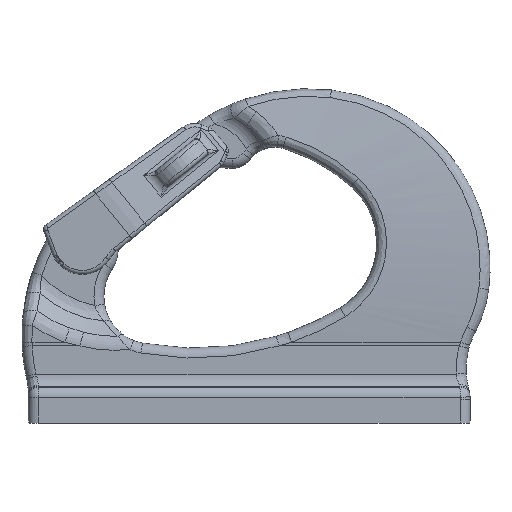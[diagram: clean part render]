
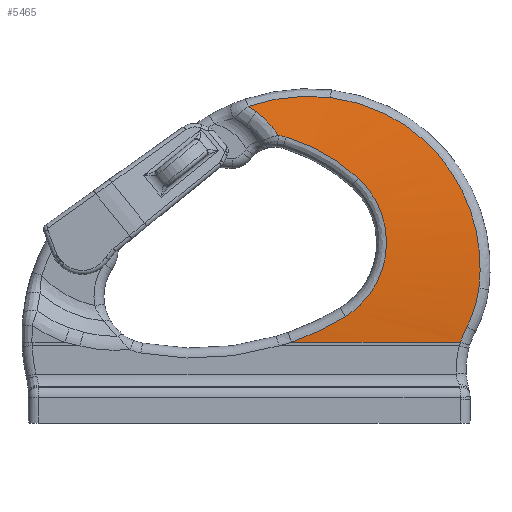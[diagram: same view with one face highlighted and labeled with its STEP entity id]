
A CAD part, left-side view. The second image highlights one B-rep face of the part: STEP entity #5465.
In plain terms, the highlighted cylindrical face has radius 420 mm (diameter 840 mm), a partial arc.
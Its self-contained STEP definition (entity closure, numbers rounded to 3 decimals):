
#5159=AXIS2_PLACEMENT_3D('Cylinder Axis2P3D',#5156,#5157,#5158) ;
#4800=CARTESIAN_POINT('Vertex',(-21.653,-189.961,-49.836)) ;
#4803=CARTESIAN_POINT('Line Origine',(-21.653,-82.287,-49.836)) ;
#4807=CARTESIAN_POINT('Vertex',(-21.653,-105.181,-49.836)) ;
#5156=CARTESIAN_POINT('Axis2P3D Location',(397.611,0.,-24.979)) ;
#5352=CARTESIAN_POINT('Control Point',(-21.653,-189.961,-49.836)) ;
#5353=CARTESIAN_POINT('Control Point',(-21.808,-190.789,-47.208)) ;
#5354=CARTESIAN_POINT('Control Point',(-21.935,-191.854,-44.652)) ;
#5355=CARTESIAN_POINT('Control Point',(-22.035,-193.14,-42.214)) ;
#5356=CARTESIAN_POINT('Vertex',(-22.035,-193.14,-42.214)) ;
#5360=CARTESIAN_POINT('Control Point',(-22.383,-199.221,-22.697)) ;
#5361=CARTESIAN_POINT('Control Point',(-22.41,-198.61,-27.803)) ;
#5362=CARTESIAN_POINT('Control Point',(-22.355,-197.376,-32.835)) ;
#5363=CARTESIAN_POINT('Control Point',(-22.221,-195.535,-37.674)) ;
#5364=CARTESIAN_POINT('Control Point',(-22.035,-193.14,-42.214)) ;
#5365=CARTESIAN_POINT('Vertex',(-22.383,-199.221,-22.697)) ;
#5369=CARTESIAN_POINT('Control Point',(-10.775,-124.605,73.105)) ;
#5370=CARTESIAN_POINT('Control Point',(-10.985,-132.052,72.233)) ;
#5371=CARTESIAN_POINT('Control Point',(-11.391,-139.398,70.531)) ;
#5372=CARTESIAN_POINT('Control Point',(-11.981,-146.513,68.017)) ;
#5373=CARTESIAN_POINT('Control Point',(-13.51,-160.635,61.185)) ;
#5374=CARTESIAN_POINT('Control Point',(-15.451,-172.837,51.334)) ;
#5375=CARTESIAN_POINT('Control Point',(-16.512,-178.548,45.472)) ;
#5376=CARTESIAN_POINT('Control Point',(-18.641,-188.747,32.163)) ;
#5377=CARTESIAN_POINT('Control Point',(-20.43,-195.509,16.741)) ;
#5378=CARTESIAN_POINT('Control Point',(-21.189,-197.984,8.424)) ;
#5379=CARTESIAN_POINT('Control Point',(-21.921,-199.867,-2.907)) ;
#5380=CARTESIAN_POINT('Control Point',(-22.268,-199.883,-14.331)) ;
#5381=CARTESIAN_POINT('Control Point',(-22.329,-199.774,-17.129)) ;
#5382=CARTESIAN_POINT('Control Point',(-22.367,-199.553,-19.919)) ;
#5383=CARTESIAN_POINT('Control Point',(-22.383,-199.221,-22.697)) ;
#5384=CARTESIAN_POINT('Vertex',(-10.775,-124.605,73.105)) ;
#5388=CARTESIAN_POINT('Control Point',(-11.811,-83.299,68.689)) ;
#5389=CARTESIAN_POINT('Control Point',(-11.037,-93.195,72.071)) ;
#5390=CARTESIAN_POINT('Control Point',(-10.557,-103.605,73.993)) ;
#5391=CARTESIAN_POINT('Control Point',(-10.483,-114.201,74.323)) ;
#5392=CARTESIAN_POINT('Control Point',(-10.775,-124.605,73.105)) ;
#5393=CARTESIAN_POINT('Vertex',(-11.811,-83.299,68.689)) ;
#5397=CARTESIAN_POINT('Control Point',(-12.421,-87.406,65.982)) ;
#5398=CARTESIAN_POINT('Control Point',(-12.203,-86.089,66.964)) ;
#5399=CARTESIAN_POINT('Control Point',(-11.998,-84.716,67.868)) ;
#5400=CARTESIAN_POINT('Control Point',(-11.811,-83.299,68.689)) ;
#5401=CARTESIAN_POINT('Vertex',(-12.421,-87.406,65.982)) ;
#5405=CARTESIAN_POINT('Control Point',(-14.886,-98.544,54.05)) ;
#5406=CARTESIAN_POINT('Control Point',(-14.22,-96.308,57.53)) ;
#5407=CARTESIAN_POINT('Control Point',(-13.569,-93.663,60.716)) ;
#5408=CARTESIAN_POINT('Control Point',(-12.961,-90.672,63.546)) ;
#5409=CARTESIAN_POINT('Control Point',(-12.421,-87.406,65.982)) ;
#5410=CARTESIAN_POINT('Vertex',(-14.886,-98.544,54.05)) ;
#5414=CARTESIAN_POINT('Control Point',(-14.886,-98.544,54.05)) ;
#5415=CARTESIAN_POINT('Control Point',(-14.911,-99.853,53.923)) ;
#5416=CARTESIAN_POINT('Control Point',(-14.96,-101.149,53.665)) ;
#5417=CARTESIAN_POINT('Control Point',(-15.033,-102.405,53.282)) ;
#5418=CARTESIAN_POINT('Vertex',(-15.033,-102.405,53.282)) ;
#5422=CARTESIAN_POINT('Control Point',(-15.033,-102.405,53.282)) ;
#5423=CARTESIAN_POINT('Control Point',(-15.615,-112.472,50.214)) ;
#5424=CARTESIAN_POINT('Control Point',(-16.451,-122.072,45.647)) ;
#5425=CARTESIAN_POINT('Control Point',(-17.439,-130.872,39.705)) ;
#5426=CARTESIAN_POINT('Control Point',(-18.421,-138.638,32.616)) ;
#5427=CARTESIAN_POINT('Vertex',(-18.421,-138.638,32.616)) ;
#5431=CARTESIAN_POINT('Control Point',(-18.421,-138.638,32.616)) ;
#5432=CARTESIAN_POINT('Control Point',(-18.904,-142.459,29.129)) ;
#5433=CARTESIAN_POINT('Control Point',(-19.429,-145.757,25.069)) ;
#5434=CARTESIAN_POINT('Control Point',(-19.956,-148.426,20.543)) ;
#5435=CARTESIAN_POINT('Control Point',(-20.85,-152.004,11.683)) ;
#5436=CARTESIAN_POINT('Control Point',(-21.542,-153.111,2.201)) ;
#5437=CARTESIAN_POINT('Control Point',(-21.8,-153.086,-2.124)) ;
#5438=CARTESIAN_POINT('Control Point',(-22.309,-151.673,-13.104)) ;
#5439=CARTESIAN_POINT('Control Point',(-22.451,-146.928,-23.241)) ;
#5440=CARTESIAN_POINT('Control Point',(-22.413,-142.87,-28.784)) ;
#5441=CARTESIAN_POINT('Control Point',(-22.319,-137.852,-33.396)) ;
#5442=CARTESIAN_POINT('Control Point',(-22.22,-132.157,-36.896)) ;
#5443=CARTESIAN_POINT('Vertex',(-22.22,-132.157,-36.896)) ;
#5447=CARTESIAN_POINT('Control Point',(-22.22,-132.157,-36.896)) ;
#5448=CARTESIAN_POINT('Control Point',(-22.071,-123.64,-42.13)) ;
#5449=CARTESIAN_POINT('Control Point',(-21.852,-114.585,-46.475)) ;
#5450=CARTESIAN_POINT('Control Point',(-21.653,-105.181,-49.836)) ;
#4804=DIRECTION('Vector Direction',(0.,-1.,0.)) ;
#5157=DIRECTION('Axis2P3D Direction',(0.,-1.,0.)) ;
#5158=DIRECTION('Axis2P3D XDirection',(-0.96,0.,0.279)) ;
#4805=VECTOR('Line Direction',#4804,1.) ;
#5453=ORIENTED_EDGE('',*,*,#4809,.F.) ;
#5454=ORIENTED_EDGE('',*,*,#5358,.T.) ;
#5455=ORIENTED_EDGE('',*,*,#5367,.T.) ;
#5456=ORIENTED_EDGE('',*,*,#5386,.T.) ;
#5457=ORIENTED_EDGE('',*,*,#5395,.T.) ;
#5458=ORIENTED_EDGE('',*,*,#5403,.F.) ;
#5459=ORIENTED_EDGE('',*,*,#5412,.F.) ;
#5460=ORIENTED_EDGE('',*,*,#5420,.T.) ;
#5461=ORIENTED_EDGE('',*,*,#5429,.T.) ;
#5462=ORIENTED_EDGE('',*,*,#5445,.T.) ;
#5463=ORIENTED_EDGE('',*,*,#5451,.T.) ;
#5465=ADVANCED_FACE('\X2\672C9AD4\X0\.2',(#5464),#5160,.T.) ;
#5351=B_SPLINE_CURVE_WITH_KNOTS('',3,(#5352,#5353,#5354,#5355),.UNSPECIFIED.,.F.,.U.,(4,4),(43.69,54.719),.UNSPECIFIED.) ;
#5359=B_SPLINE_CURVE_WITH_KNOTS('',4,(#5360,#5361,#5362,#5363,#5364),.UNSPECIFIED.,.F.,.U.,(5,5),(241.701,271.954),.UNSPECIFIED.) ;
#5368=B_SPLINE_CURVE_WITH_KNOTS('',5,(#5369,#5370,#5371,#5372,#5373,#5374,#5375,#5376,#5377,#5378,#5379,#5380,#5381,#5382,#5383),.UNSPECIFIED.,.F.,.U.,(6,3,3,3,6),(115.404,170.019,229.327,291.715,311.959),.UNSPECIFIED.) ;
#5387=B_SPLINE_CURVE_WITH_KNOTS('',4,(#5388,#5389,#5390,#5391,#5392),.UNSPECIFIED.,.F.,.U.,(5,5),(75.463,136.315),.UNSPECIFIED.) ;
#5396=B_SPLINE_CURVE_WITH_KNOTS('',3,(#5397,#5398,#5399,#5400),.UNSPECIFIED.,.F.,.U.,(4,4),(141.443,147.34),.UNSPECIFIED.) ;
#5404=B_SPLINE_CURVE_WITH_KNOTS('',4,(#5405,#5406,#5407,#5408,#5409),.UNSPECIFIED.,.F.,.U.,(5,5),(132.812,153.391),.UNSPECIFIED.) ;
#5413=B_SPLINE_CURVE_WITH_KNOTS('',3,(#5414,#5415,#5416,#5417),.UNSPECIFIED.,.F.,.U.,(4,4),(85.85,90.783),.UNSPECIFIED.) ;
#5421=B_SPLINE_CURVE_WITH_KNOTS('',4,(#5422,#5423,#5424,#5425,#5426),.UNSPECIFIED.,.F.,.U.,(5,5),(68.794,126.844),.UNSPECIFIED.) ;
#5430=B_SPLINE_CURVE_WITH_KNOTS('',5,(#5431,#5432,#5433,#5434,#5435,#5436,#5437,#5438,#5439,#5440,#5441,#5442),.UNSPECIFIED.,.F.,.U.,(6,3,3,6),(127.545,162.151,190.635,235.177),.UNSPECIFIED.) ;
#5446=B_SPLINE_CURVE_WITH_KNOTS('',3,(#5447,#5448,#5449,#5450),.UNSPECIFIED.,.F.,.U.,(4,4),(230.212,271.839),.UNSPECIFIED.) ;
#5160=CYLINDRICAL_SURFACE('generated cylinder',#5159,420.) ;
#4809=EDGE_CURVE('',#4801,#4808,#4806,.F.) ;
#5358=EDGE_CURVE('',#4801,#5357,#5351,.T.) ;
#5367=EDGE_CURVE('',#5357,#5366,#5359,.F.) ;
#5386=EDGE_CURVE('',#5366,#5385,#5368,.F.) ;
#5395=EDGE_CURVE('',#5385,#5394,#5387,.F.) ;
#5403=EDGE_CURVE('',#5402,#5394,#5396,.T.) ;
#5412=EDGE_CURVE('',#5411,#5402,#5404,.T.) ;
#5420=EDGE_CURVE('',#5411,#5419,#5413,.T.) ;
#5429=EDGE_CURVE('',#5419,#5428,#5421,.T.) ;
#5445=EDGE_CURVE('',#5428,#5444,#5430,.T.) ;
#5451=EDGE_CURVE('',#5444,#4808,#5446,.T.) ;
#5452=EDGE_LOOP('',(#5453,#5454,#5455,#5456,#5457,#5458,#5459,#5460,#5461,#5462,#5463)) ;
#5464=FACE_OUTER_BOUND('',#5452,.T.) ;
#4806=LINE('Line',#4803,#4805) ;
#4801=VERTEX_POINT('',#4800) ;
#4808=VERTEX_POINT('',#4807) ;
#5357=VERTEX_POINT('',#5356) ;
#5366=VERTEX_POINT('',#5365) ;
#5385=VERTEX_POINT('',#5384) ;
#5394=VERTEX_POINT('',#5393) ;
#5402=VERTEX_POINT('',#5401) ;
#5411=VERTEX_POINT('',#5410) ;
#5419=VERTEX_POINT('',#5418) ;
#5428=VERTEX_POINT('',#5427) ;
#5444=VERTEX_POINT('',#5443) ;
